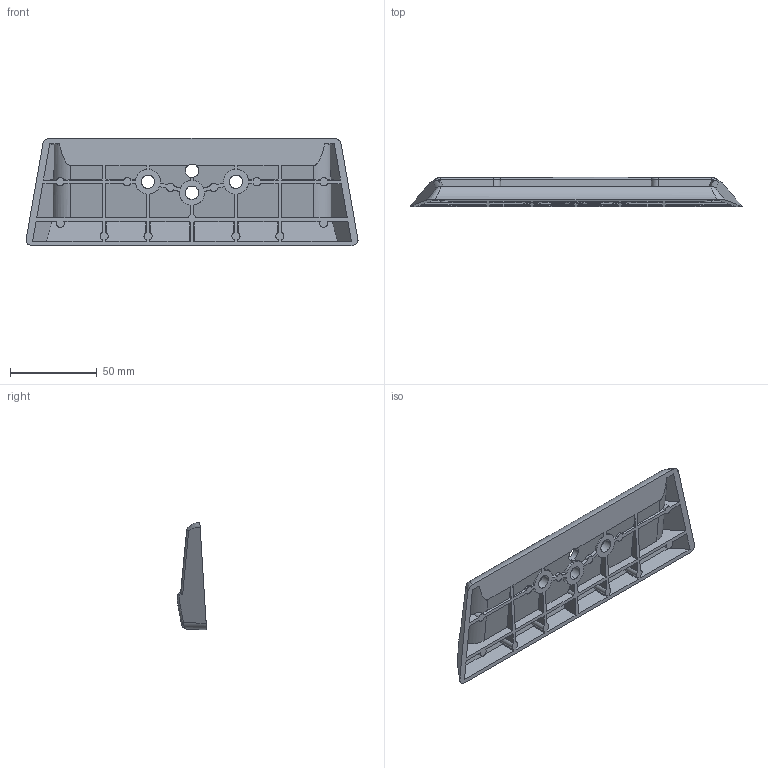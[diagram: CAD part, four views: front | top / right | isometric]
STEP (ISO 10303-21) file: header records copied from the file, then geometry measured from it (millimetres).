
FILE_DESCRIPTION (( 'STEP AP214' ), '1' );
FILE_NAME ('BVC4075.STEP', '2017-09-25T20:10:30', ( 'Temp' ), ( '' ), 'SwSTEP 2.0', 'SolidWorks 2010', '' );
FILE_SCHEMA (( 'AUTOMOTIVE_DESIGN' ));
Length unit declared in the file: inch
Products named in the file (1): BVC4075
Bounding box: 191.85 x 16.82 x 62.23 mm (x, y, z)
Volume: 59413.7 mm3; surface area: 35817.3 mm2
Topology: 1 solids, 1 shells, 242 faces, 644 edges, 416 vertices
Faces by surface type: plane 127, cylinder 90, bspline 25
Entity records: 14052 total; most frequent: CARTESIAN_POINT 8912, ORIENTED_EDGE 1280, DIRECTION 765, EDGE_CURVE 640, VERTEX_POINT 416, LINE 311, VECTOR 311, EDGE_LOOP 266
